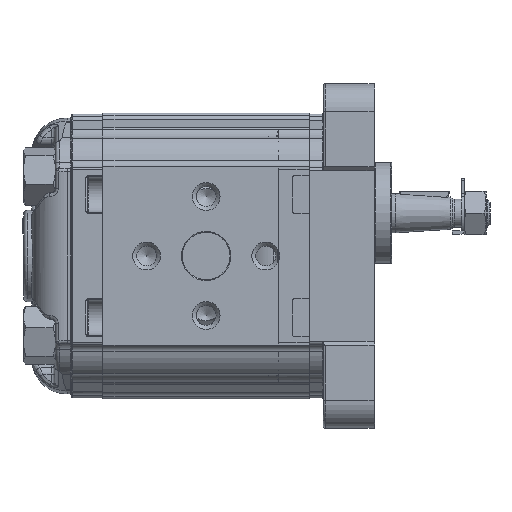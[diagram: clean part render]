
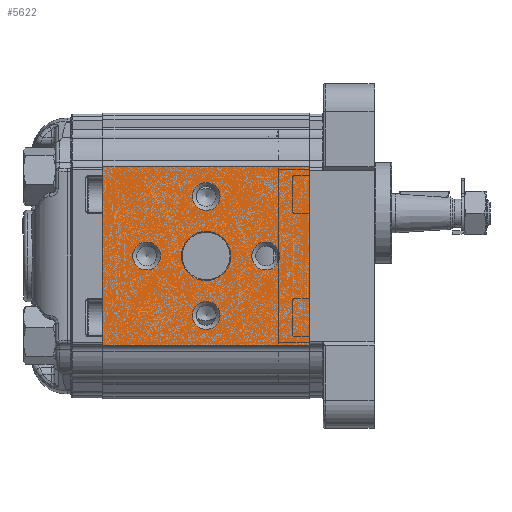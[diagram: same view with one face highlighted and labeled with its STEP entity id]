
A CAD part, left-side view. The second image highlights one B-rep face of the part: STEP entity #5622.
In plain terms, the highlighted face is planar.
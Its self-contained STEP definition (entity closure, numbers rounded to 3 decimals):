
#5622 = ADVANCED_FACE( '', ( #11773, #11774, #11775, #11776, #11777, #11778 ), #11779, .T. );
#11773 = FACE_BOUND( '', #21061, .T. );
#11774 = FACE_BOUND( '', #21062, .T. );
#11775 = FACE_BOUND( '', #21063, .T. );
#11776 = FACE_BOUND( '', #21064, .T. );
#11777 = FACE_BOUND( '', #21065, .T. );
#11778 = FACE_OUTER_BOUND( '', #21066, .T. );
#11779 = PLANE( '', #21067 );
#21061 = EDGE_LOOP( '', ( #37892 ) );
#21062 = EDGE_LOOP( '', ( #37893 ) );
#21063 = EDGE_LOOP( '', ( #37894 ) );
#21064 = EDGE_LOOP( '', ( #37895 ) );
#21065 = EDGE_LOOP( '', ( #37896 ) );
#21066 = EDGE_LOOP( '', ( #37897, #37898, #37899, #37900 ) );
#21067 = AXIS2_PLACEMENT_3D( '', #37901, #37902, #37903 );
#37892 = ORIENTED_EDGE( '', *, *, #44502, .T. );
#37893 = ORIENTED_EDGE( '', *, *, #42901, .T. );
#37894 = ORIENTED_EDGE( '', *, *, #44993, .T. );
#37895 = ORIENTED_EDGE( '', *, *, #40374, .T. );
#37896 = ORIENTED_EDGE( '', *, *, #43384, .T. );
#37897 = ORIENTED_EDGE( '', *, *, #45496, .T. );
#37898 = ORIENTED_EDGE( '', *, *, #45611, .T. );
#37899 = ORIENTED_EDGE( '', *, *, #44249, .T. );
#37900 = ORIENTED_EDGE( '', *, *, #45990, .F. );
#37901 = CARTESIAN_POINT( '', ( 33., 128.714, -45.494 ) );
#37902 = DIRECTION( '', ( 1., 0., 0. ) );
#37903 = DIRECTION( '', ( 0., 0., -1. ) );
#40374 = EDGE_CURVE( '', #47781, #47781, #47782, .F. );
#42901 = EDGE_CURVE( '', #51953, #51953, #51954, .F. );
#43384 = EDGE_CURVE( '', #52645, #52645, #52646, .F. );
#44249 = EDGE_CURVE( '', #53851, #53852, #53853, .F. );
#44502 = EDGE_CURVE( '', #54197, #54197, #54198, .F. );
#44993 = EDGE_CURVE( '', #54819, #54819, #54820, .F. );
#45496 = EDGE_CURVE( '', #55430, #55431, #55432, .T. );
#45611 = EDGE_CURVE( '', #55431, #53851, #55569, .T. );
#45990 = EDGE_CURVE( '', #55430, #53852, #56008, .T. );
#47781 = VERTEX_POINT( '', #58781 );
#47782 = CIRCLE( '', #58782, 3.5 );
#51953 = VERTEX_POINT( '', #66683 );
#51954 = CIRCLE( '', #66684, 3.5 );
#52645 = VERTEX_POINT( '', #68036 );
#52646 = CIRCLE( '', #68037, 3.5 );
#53851 = VERTEX_POINT( '', #70577 );
#53852 = VERTEX_POINT( '', #70578 );
#53853 = LINE( '', #70579, #70580 );
#54197 = VERTEX_POINT( '', #71271 );
#54198 = CIRCLE( '', #71272, 6.2 );
#54819 = VERTEX_POINT( '', #72557 );
#54820 = CIRCLE( '', #72558, 3.5 );
#55430 = VERTEX_POINT( '', #73871 );
#55431 = VERTEX_POINT( '', #73872 );
#55432 = LINE( '', #73873, #73874 );
#55569 = LINE( '', #74109, #74110 );
#56008 = LINE( '', #75090, #75091 );
#58781 = CARTESIAN_POINT( '', ( 33., 26., 11.5 ) );
#58782 = AXIS2_PLACEMENT_3D( '', #77232, #77233, #77234 );
#66683 = CARTESIAN_POINT( '', ( 33., 26., -18.5 ) );
#66684 = AXIS2_PLACEMENT_3D( '', #80325, #80326, #80327 );
#68036 = CARTESIAN_POINT( '', ( 33., 11., -3.5 ) );
#68037 = AXIS2_PLACEMENT_3D( '', #80842, #80843, #80844 );
#70577 = CARTESIAN_POINT( '', ( 33., 0., -22.5 ) );
#70578 = CARTESIAN_POINT( '', ( 33., 52., -22.5 ) );
#70579 = CARTESIAN_POINT( '', ( 33., 52., -22.5 ) );
#70580 = VECTOR( '', #81880, 1000. );
#71271 = CARTESIAN_POINT( '', ( 33., 26., -6.2 ) );
#71272 = AXIS2_PLACEMENT_3D( '', #82157, #82158, #82159 );
#72557 = CARTESIAN_POINT( '', ( 33., 41., -3.5 ) );
#72558 = AXIS2_PLACEMENT_3D( '', #82638, #82639, #82640 );
#73871 = CARTESIAN_POINT( '', ( 33., 52., 22.5 ) );
#73872 = CARTESIAN_POINT( '', ( 33., 0., 22.5 ) );
#73873 = CARTESIAN_POINT( '', ( 33., 52., 22.5 ) );
#73874 = VECTOR( '', #83118, 1000. );
#74109 = CARTESIAN_POINT( '', ( 33., 0., -21.711 ) );
#74110 = VECTOR( '', #83245, 1000. );
#75090 = CARTESIAN_POINT( '', ( 33., 52., -21.711 ) );
#75091 = VECTOR( '', #83641, 1000. );
#77232 = CARTESIAN_POINT( '', ( 33., 26., 15. ) );
#77233 = DIRECTION( '', ( 1., 0., 0. ) );
#77234 = DIRECTION( '', ( 0., 0., -1. ) );
#80325 = CARTESIAN_POINT( '', ( 33., 26., -15. ) );
#80326 = DIRECTION( '', ( 1., 0., 0. ) );
#80327 = DIRECTION( '', ( 0., 0., -1. ) );
#80842 = CARTESIAN_POINT( '', ( 33., 11., 0. ) );
#80843 = DIRECTION( '', ( 1., 0., 0. ) );
#80844 = DIRECTION( '', ( 0., 0., -1. ) );
#81880 = DIRECTION( '', ( 0., -1., 0. ) );
#82157 = CARTESIAN_POINT( '', ( 33., 26., 0. ) );
#82158 = DIRECTION( '', ( 1., 0., 0. ) );
#82159 = DIRECTION( '', ( 0., 0., -1. ) );
#82638 = CARTESIAN_POINT( '', ( 33., 41., 0. ) );
#82639 = DIRECTION( '', ( 1., 0., 0. ) );
#82640 = DIRECTION( '', ( 0., 0., -1. ) );
#83118 = DIRECTION( '', ( 0., -1., 0. ) );
#83245 = DIRECTION( '', ( 0., 0., -1. ) );
#83641 = DIRECTION( '', ( 0., 0., -1. ) );
